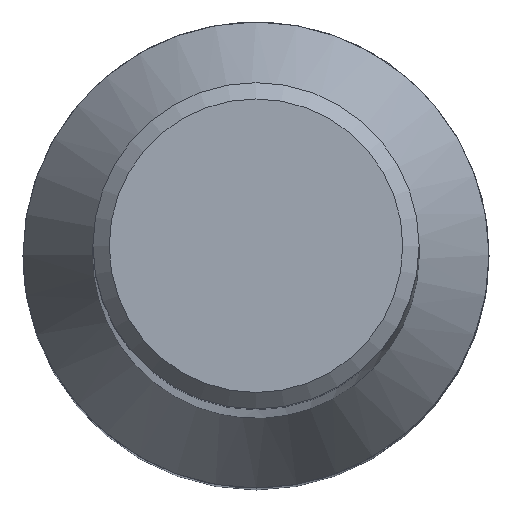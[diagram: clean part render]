
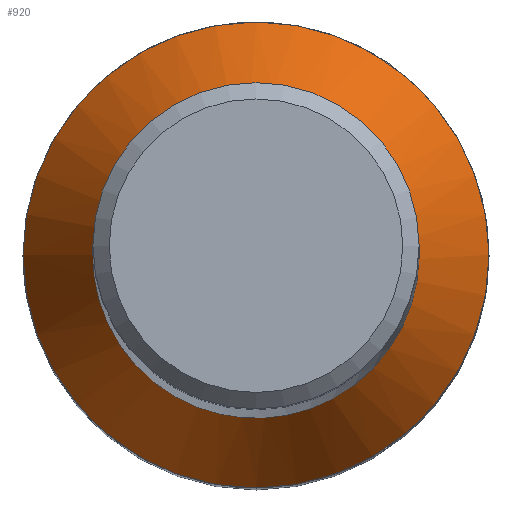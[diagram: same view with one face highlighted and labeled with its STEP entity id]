
A CAD part, top view. The second image highlights one B-rep face of the part: STEP entity #920.
In plain terms, the highlighted free-form (B-spline) face has degree [2, 1] with [9, 2] control points.
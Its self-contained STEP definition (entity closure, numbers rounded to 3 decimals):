
#410 = CARTESIAN_POINT ('', (-1.75, 0., -55.726));
#420 = VERTEX_POINT ('', #410);
#430 = CARTESIAN_POINT ('', (-2.5, 0., -57.025));
#440 = VERTEX_POINT ('', #430);
#450 = CARTESIAN_POINT ('', (-1.75, 0., -55.726));
#460 = DIRECTION ('', (-0.75, 0., -1.299));
#470 = VECTOR ('', #460, 1.5);
#480 = LINE ('', #450, #470);
#490 = EDGE_CURVE ('', #420, #440, #480, .T.);
#500 = ORIENTED_EDGE ('', *, *, #490, .F.);
#510 = CARTESIAN_POINT ('', (-1.75, 0., -55.726));
#520 = CARTESIAN_POINT ('', (-1.75, 1.75, -55.726));
#530 = CARTESIAN_POINT ('', (0., 1.75, -55.726));
#540 = CARTESIAN_POINT ('', (1.75, 1.75, -55.726));
#550 = CARTESIAN_POINT ('', (1.75, 0., -55.726));
#560 = CARTESIAN_POINT ('', (1.75, -1.75, -55.726));
#570 = CARTESIAN_POINT ('', (0., -1.75, -55.726));
#580 = CARTESIAN_POINT ('', (-1.75, -1.75, -55.726));
#590 = CARTESIAN_POINT ('', (-1.75, 0., -55.726));
#600 = (
   BOUNDED_CURVE ()
   B_SPLINE_CURVE (2, (#510, #520, #530, #540, #550, #560, #570, #580, #590), .UNSPECIFIED., .T., .U.)
   B_SPLINE_CURVE_WITH_KNOTS ((3, 2, 2, 2, 3), (0., 0.25, 0.5, 0.75, 1.), .UNSPECIFIED.)
   CURVE ()
   GEOMETRIC_REPRESENTATION_ITEM ()
   RATIONAL_B_SPLINE_CURVE ((1., 0.707, 1., 0.707, 1., 0.707, 1., 0.707, 1.))
   REPRESENTATION_ITEM ('')
);
#610 = EDGE_CURVE ('', #420, #420, #600, .T.);
#620 = ORIENTED_EDGE ('', *, *, #610, .T.);
#630 = ORIENTED_EDGE ('', *, *, #490, .T.);
#640 = CARTESIAN_POINT ('', (0., 0., -57.025));
#650 = DIRECTION ('', (0., 0., -1.));
#660 = DIRECTION ('', (-1., 0., 0.));
#670 = AXIS2_PLACEMENT_3D ('', #640, #650, #660);
#680 = CIRCLE ('', #670, 2.5);
#690 = EDGE_CURVE ('', #440, #440, #680, .T.);
#700 = ORIENTED_EDGE ('', *, *, #690, .F.);
#710 = EDGE_LOOP ('', (#500, #620, #630, #700));
#720 = FACE_OUTER_BOUND ('', #710, .T.);
#730 = CARTESIAN_POINT ('', (-1.75, 0., -55.726));
#740 = CARTESIAN_POINT ('', (-2.5, 0., -57.025));
#750 = CARTESIAN_POINT ('', (-1.75, 1.75, -55.726));
#760 = CARTESIAN_POINT ('', (-2.5, 2.5, -57.025));
#770 = CARTESIAN_POINT ('', (0., 1.75, -55.726));
#780 = CARTESIAN_POINT ('', (0., 2.5, -57.025));
#790 = CARTESIAN_POINT ('', (1.75, 1.75, -55.726));
#800 = CARTESIAN_POINT ('', (2.5, 2.5, -57.025));
#810 = CARTESIAN_POINT ('', (1.75, 0., -55.726));
#820 = CARTESIAN_POINT ('', (2.5, 0., -57.025));
#830 = CARTESIAN_POINT ('', (1.75, -1.75, -55.726));
#840 = CARTESIAN_POINT ('', (2.5, -2.5, -57.025));
#850 = CARTESIAN_POINT ('', (0., -1.75, -55.726));
#860 = CARTESIAN_POINT ('', (0., -2.5, -57.025));
#870 = CARTESIAN_POINT ('', (-1.75, -1.75, -55.726));
#880 = CARTESIAN_POINT ('', (-2.5, -2.5, -57.025));
#890 = CARTESIAN_POINT ('', (-1.75, 0., -55.726));
#900 = CARTESIAN_POINT ('', (-2.5, 0., -57.025));
#910 = (
   BOUNDED_SURFACE ()
   B_SPLINE_SURFACE (2, 1, ((#730, #740), (#750, #760), (#770, #780), (#790, #800), (#810, #820), (#830, #840), (#850, #860), (#870, #880), (#890, #900)), .UNSPECIFIED., .T., .F., .U.)
   B_SPLINE_SURFACE_WITH_KNOTS ((3, 2, 2, 2, 3), (2, 2), (0., 0.25, 0.5, 0.75, 1.), (0., 1.), .UNSPECIFIED.)
   SURFACE ()
   GEOMETRIC_REPRESENTATION_ITEM ()
   RATIONAL_B_SPLINE_SURFACE (((1., 1.), (0.707, 0.707), (1., 1.), (0.707, 0.707), (1., 1.), (0.707, 0.707), (1., 1.), (0.707, 0.707), (1., 1.)))
   REPRESENTATION_ITEM ('')
);
#920 = ADVANCED_FACE ('', (#720), #910, .T.);
